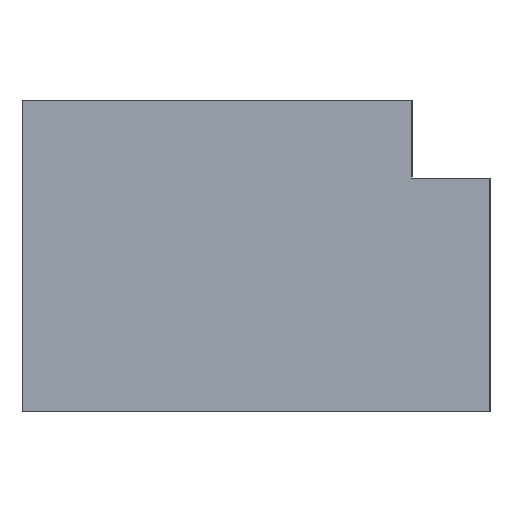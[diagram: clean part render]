
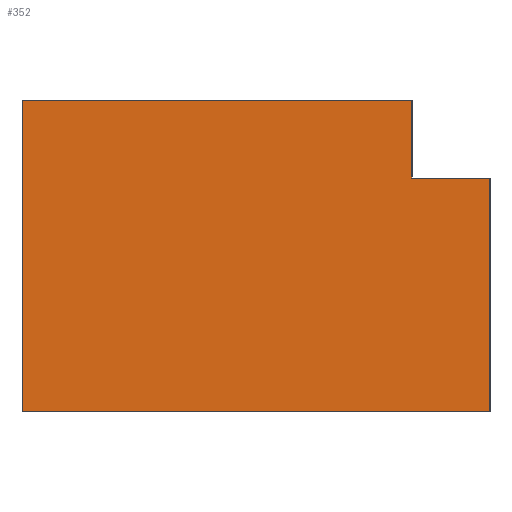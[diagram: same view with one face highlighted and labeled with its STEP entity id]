
A CAD part, left-side view. The second image highlights one B-rep face of the part: STEP entity #352.
In plain terms, the highlighted planar face has unit normal (-1, 0, 0).
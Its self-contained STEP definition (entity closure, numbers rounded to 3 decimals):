
#52=CARTESIAN_POINT('POINT5',(-74.,70.,0.));
#53=VERTEX_POINT('VERTEX5',#52);
#54=CARTESIAN_POINT('POINT6',(-74.,65.,0.));
#55=VERTEX_POINT('VERTEX6',#54);
#56=CARTESIAN_POINT('POS6',(-74.,70.,0.));
#57=DIRECTION('DIR9',(0.,-1.,0.));
#58=VECTOR('VEC3',#57,1.);
#59=LINE('STRAIGHT3',#56,#58);
#60=EDGE_CURVE('EDGE7',#53,#55,#59,.T.);
#92=CARTESIAN_POINT('POINT9',(-74.,70.,5.));
#93=VERTEX_POINT('VERTEX9',#92);
#94=CARTESIAN_POINT('POS11',(-74.,70.,5.));
#95=DIRECTION('DIR15',(0.,0.,-1.));
#96=VECTOR('VEC7',#95,1.);
#97=LINE('STRAIGHT7',#94,#96);
#98=EDGE_CURVE('EDGE11',#93,#53,#97,.T.);
#157=CARTESIAN_POINT('POINT15',(-74.,95.,5.));
#158=VERTEX_POINT('VERTEX15',#157);
#159=CARTESIAN_POINT('POS17',(-74.,95.,5.));
#160=DIRECTION('DIR24',(0.,-1.,0.));
#161=VECTOR('VEC10',#160,1.);
#162=LINE('STRAIGHT10',#159,#161);
#163=EDGE_CURVE('EDGE18',#158,#93,#162,.T.);
#253=CARTESIAN_POINT('POINT21',(-74.,65.,-15.));
#254=VERTEX_POINT('VERTEX21',#253);
#255=CARTESIAN_POINT('POS27',(-74.,65.,0.));
#256=DIRECTION('DIR39',(0.,0.,-1.));
#257=VECTOR('VEC15',#256,1.);
#258=LINE('STRAIGHT15',#255,#257);
#259=EDGE_CURVE('EDGE27',#55,#254,#258,.T.);
#310=CARTESIAN_POINT('POINT24',(-74.,95.,-15.));
#311=VERTEX_POINT('VERTEX24',#310);
#312=CARTESIAN_POINT('POS34',(-74.,95.,-15.));
#313=DIRECTION('DIR48',(0.,0.,1.));
#314=VECTOR('VEC20',#313,1.);
#315=LINE('STRAIGHT20',#312,#314);
#316=EDGE_CURVE('EDGE32',#311,#158,#315,.T.);
#334=ORIENTED_EDGE('COEDGE53',*,*,#98,.F.);
#335=ORIENTED_EDGE('COEDGE54',*,*,#163,.F.);
#336=ORIENTED_EDGE('COEDGE55',*,*,#316,.F.);
#337=CARTESIAN_POINT('POS37',(-74.,65.,-15.));
#338=DIRECTION('DIR52',(0.,1.,0.));
#339=VECTOR('VEC22',#338,1.);
#340=LINE('STRAIGHT22',#337,#339);
#341=EDGE_CURVE('EDGE34',#254,#311,#340,.T.);
#342=ORIENTED_EDGE('COEDGE56',*,*,#341,.F.);
#343=ORIENTED_EDGE('COEDGE57',*,*,#259,.F.);
#344=ORIENTED_EDGE('COEDGE58',*,*,#60,.F.);
#345=EDGE_LOOP('NONE',(#334,#335,#336,#342,#343,#344));
#346=FACE_BOUND('LOOP1',#345,.T.);
#347=CARTESIAN_POINT('POS38',(-74.,76.667,
   -3.333));
#348=DIRECTION('DIR53',(-1.,0.,0.));
#349=DIRECTION('DIR54',(0.,1.,0.));
#350=AXIS2_PLACEMENT_3D('AXIS16',#347,#348,#349);
#351=PLANE('PLANE8',#350);
#352=ADVANCED_FACE('FACE12',(#346),#351,.T.);
